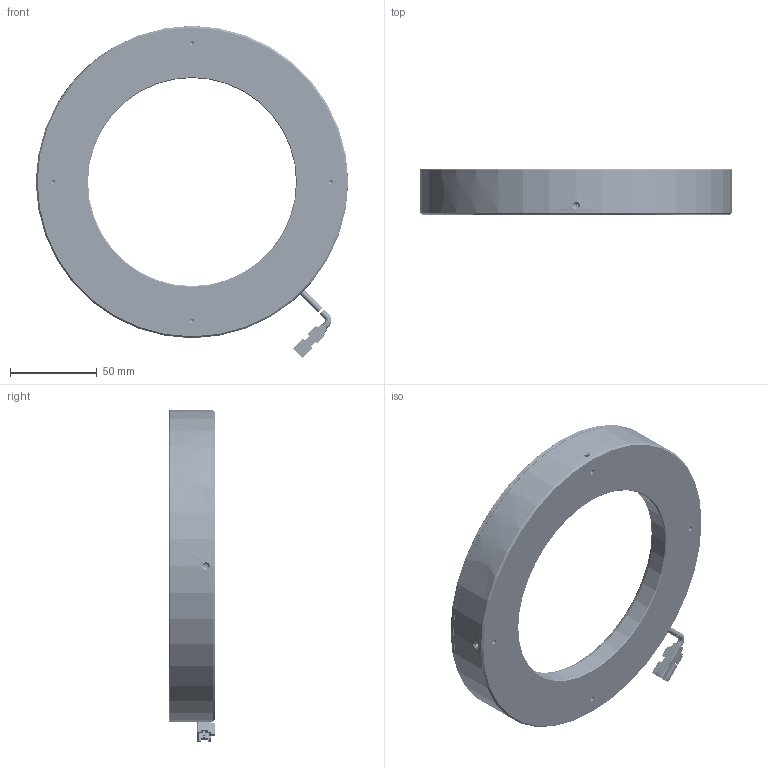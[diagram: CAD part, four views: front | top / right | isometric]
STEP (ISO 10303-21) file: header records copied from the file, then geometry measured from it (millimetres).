
FILE_DESCRIPTION (( 'STEP AP214' ), '1' );
FILE_NAME ('660010-B.STEP', '2019-03-24T03:38:55', ( 'user' ), ( '微软中国' ), 'SwSTEP 2.0', 'SolidWorks 2016', '' );
FILE_SCHEMA (( 'AUTOMOTIVE_DESIGN' ));
Length unit declared in the file: millimetre
Products named in the file (1): 660010-B
Bounding box: 180 x 26 x 191.47 mm (x, y, z)
Volume: 194342.2 mm3; surface area: 159248.4 mm2
Topology: 326 solids, 326 shells, 5763 faces, 13649 edges, 8884 vertices
Faces by surface type: plane 3930, cylinder 1439, bspline 334, cone 60
Entity records: 235303 total; most frequent: CARTESIAN_POINT 36486, DIRECTION 27219, ORIENTED_EDGE 25978, EDGE_CURVE 12989, LINE 9341, VECTOR 9341, AXIS2_PLACEMENT_3D 8939, VERTEX_POINT 8884
